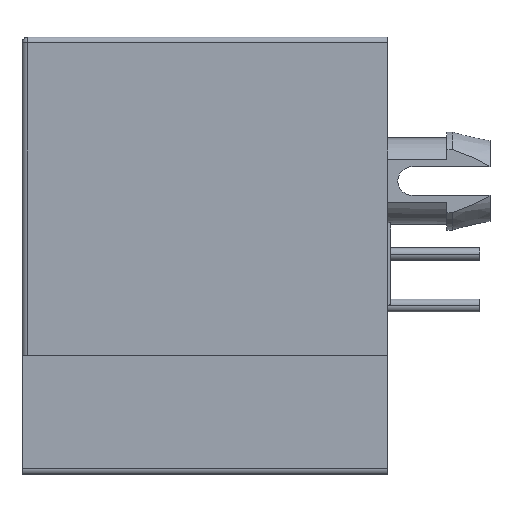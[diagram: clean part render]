
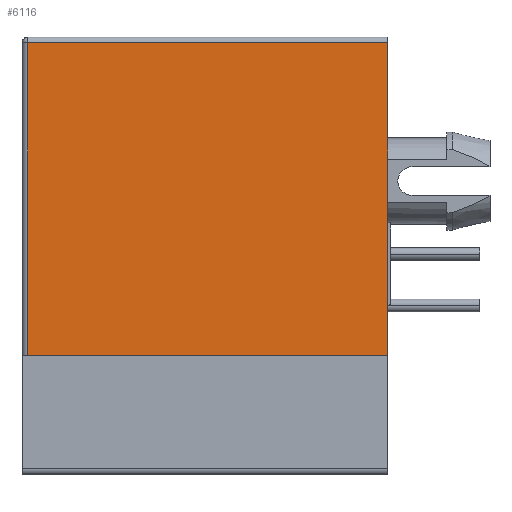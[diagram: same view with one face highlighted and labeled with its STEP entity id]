
A CAD part, left-side view. The second image highlights one B-rep face of the part: STEP entity #6116.
In plain terms, the highlighted planar face has unit normal (-1, 0, 0).
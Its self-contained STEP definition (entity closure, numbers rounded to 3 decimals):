
#234=DIRECTION('',(0.,1.,0.));
#235=VECTOR('',#234,12.5);
#236=CARTESIAN_POINT('',(-8.,-6.3,7.3));
#237=LINE('',#236,#235);
#242=DIRECTION('',(0.,0.,1.));
#243=VECTOR('',#242,10.85);
#244=CARTESIAN_POINT('',(-8.,-6.3,-3.55));
#245=LINE('',#244,#243);
#251=DIRECTION('',(0.,-1.,0.));
#252=VECTOR('',#251,12.5);
#253=CARTESIAN_POINT('',(-8.,6.2,-3.55));
#254=LINE('',#253,#252);
#259=DIRECTION('',(0.,0.,-1.));
#260=VECTOR('',#259,10.85);
#261=CARTESIAN_POINT('',(-8.,6.2,7.3));
#262=LINE('',#261,#260);
#4565=CARTESIAN_POINT('',(-8.,-6.3,-3.55));
#4566=VERTEX_POINT('',#4565);
#4567=CARTESIAN_POINT('',(-8.,-6.3,7.3));
#4568=VERTEX_POINT('',#4567);
#4661=CARTESIAN_POINT('',(-8.,6.2,7.3));
#4662=VERTEX_POINT('',#4661);
#4663=CARTESIAN_POINT('',(-8.,6.2,-3.55));
#4664=VERTEX_POINT('',#4663);
#6103=CARTESIAN_POINT('',(-8.,-0.05,1.875));
#6104=DIRECTION('',(1.,0.,0.));
#6105=DIRECTION('',(0.,-1.,0.));
#6106=AXIS2_PLACEMENT_3D('',#6103,#6104,#6105);
#6107=PLANE('',#6106);
#6108=ORIENTED_EDGE('',*,*,#6095,.F.);
#6109=ORIENTED_EDGE('',*,*,#5961,.F.);
#6111=ORIENTED_EDGE('',*,*,#6110,.F.);
#6113=ORIENTED_EDGE('',*,*,#6112,.F.);
#6114=EDGE_LOOP('',(#6108,#6109,#6111,#6113));
#6115=FACE_OUTER_BOUND('',#6114,.F.);
#6116=ADVANCED_FACE('',(#6115),#6107,.F.);
#5961=EDGE_CURVE('',#4566,#4568,#245,.T.);
#6095=EDGE_CURVE('',#4568,#4662,#237,.T.);
#6110=EDGE_CURVE('',#4664,#4566,#254,.T.);
#6112=EDGE_CURVE('',#4662,#4664,#262,.T.);
